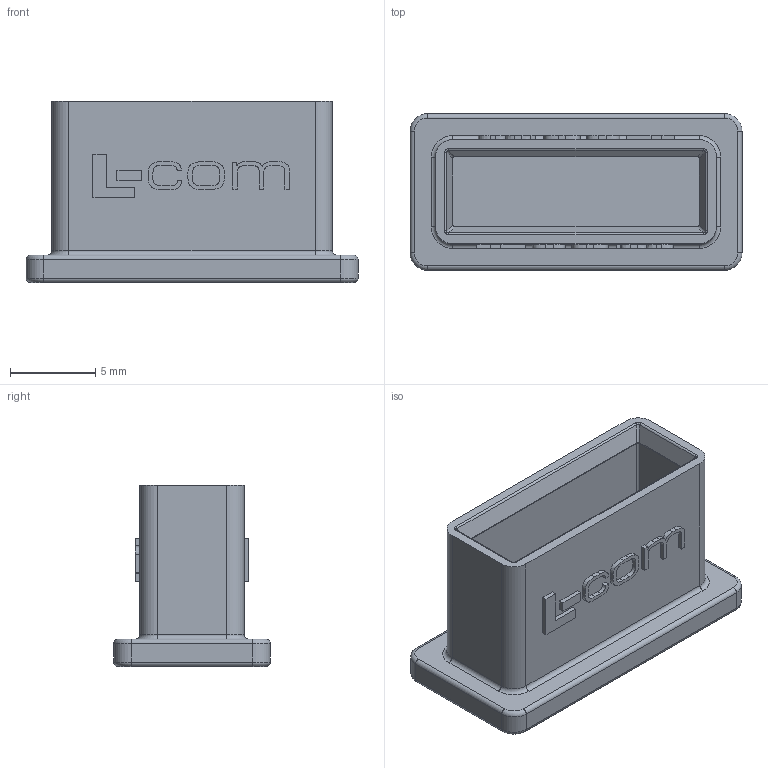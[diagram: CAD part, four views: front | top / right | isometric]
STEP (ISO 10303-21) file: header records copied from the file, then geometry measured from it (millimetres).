
FILE_DESCRIPTION (( 'STEP AP203' ), '1' );
FILE_NAME ('CVR-ESATA.STEP', '2011-06-23T18:12:59', ( 'x' ), ( 'Microsoft' ), 'SwSTEP 2.0', 'SolidWorks 2010', '' );
FILE_SCHEMA (( 'CONFIG_CONTROL_DESIGN' ));
Length unit declared in the file: inch
Products named in the file (1): CVR-ESATA
Bounding box: 19.42 x 9.16 x 10.59 mm (x, y, z)
Volume: 640.5 mm3; surface area: 1161.6 mm2
Topology: 1 solids, 1 shells, 230 faces, 594 edges, 380 vertices
Faces by surface type: plane 116, bspline 66, cylinder 36, torus 12
Entity records: 7915 total; most frequent: CARTESIAN_POINT 2663, ORIENTED_EDGE 1188, DIRECTION 874, EDGE_CURVE 594, VERTEX_POINT 380, LINE 380, VECTOR 380, AXIS2_PLACEMENT_3D 247
